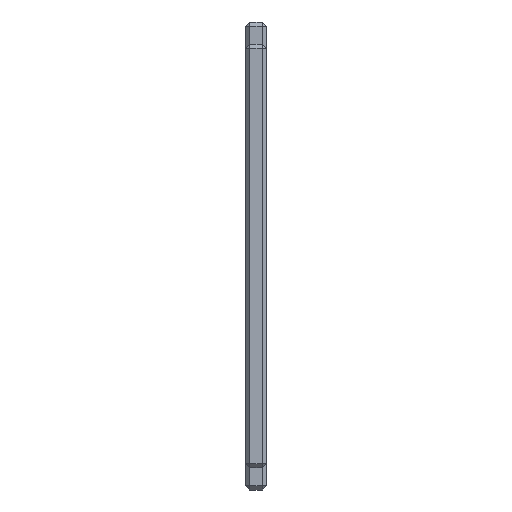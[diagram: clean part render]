
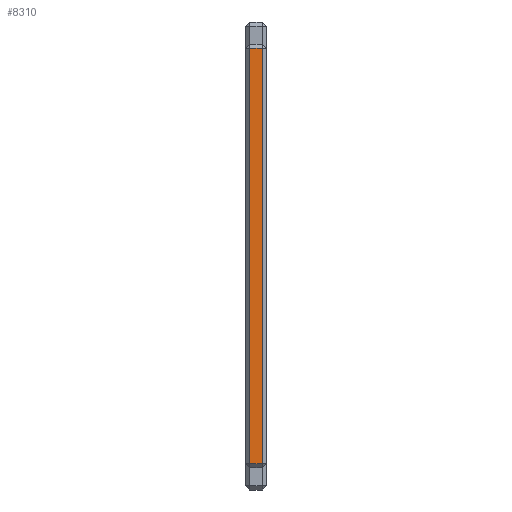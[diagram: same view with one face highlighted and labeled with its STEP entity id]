
A CAD part, front view. The second image highlights one B-rep face of the part: STEP entity #8310.
In plain terms, the highlighted planar face has unit normal (0, -1, 0).
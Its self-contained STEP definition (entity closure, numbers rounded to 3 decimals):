
#1410=DIRECTION('',(0.,0.,1.));
#1411=VECTOR('',#1410,102.);
#1412=CARTESIAN_POINT('',(-277.,-297.5,-110.));
#1413=LINE('',#1412,#1411);
#1452=DIRECTION('',(-1.,0.,0.));
#1453=VECTOR('',#1452,3.);
#1454=CARTESIAN_POINT('',(-274.,-297.5,-110.));
#1455=LINE('',#1454,#1453);
#1487=DIRECTION('',(1.,0.,0.));
#1488=VECTOR('',#1487,3.);
#1489=CARTESIAN_POINT('',(-277.,-297.5,-8.));
#1490=LINE('',#1489,#1488);
#1529=DIRECTION('',(0.,0.,-1.));
#1530=VECTOR('',#1529,102.);
#1531=CARTESIAN_POINT('',(-274.,-297.5,-8.));
#1532=LINE('',#1531,#1530);
#7416=CARTESIAN_POINT('',(-277.,-297.5,-110.));
#7417=CARTESIAN_POINT('',(-277.,-297.5,-8.));
#7418=VERTEX_POINT('',#7416);
#7419=VERTEX_POINT('',#7417);
#7420=CARTESIAN_POINT('',(-274.,-297.5,-110.));
#7421=VERTEX_POINT('',#7420);
#7422=CARTESIAN_POINT('',(-274.,-297.5,-8.));
#7423=VERTEX_POINT('',#7422);
#8297=CARTESIAN_POINT('',(0.,-297.5,-1.));
#8298=DIRECTION('',(0.,-1.,0.));
#8299=DIRECTION('',(0.,0.,1.));
#8300=AXIS2_PLACEMENT_3D('',#8297,#8298,#8299);
#8301=PLANE('',#8300);
#8302=ORIENTED_EDGE('',*,*,#8201,.T.);
#8304=ORIENTED_EDGE('',*,*,#8303,.T.);
#8306=ORIENTED_EDGE('',*,*,#8305,.T.);
#8307=ORIENTED_EDGE('',*,*,#8282,.T.);
#8308=EDGE_LOOP('',(#8302,#8304,#8306,#8307));
#8309=FACE_OUTER_BOUND('',#8308,.F.);
#8201=EDGE_CURVE('',#7418,#7419,#1413,.T.);
#8282=EDGE_CURVE('',#7421,#7418,#1455,.T.);
#8303=EDGE_CURVE('',#7419,#7423,#1490,.T.);
#8305=EDGE_CURVE('',#7423,#7421,#1532,.T.);
#8310=ADVANCED_FACE('',(#8309),#8301,.T.);
